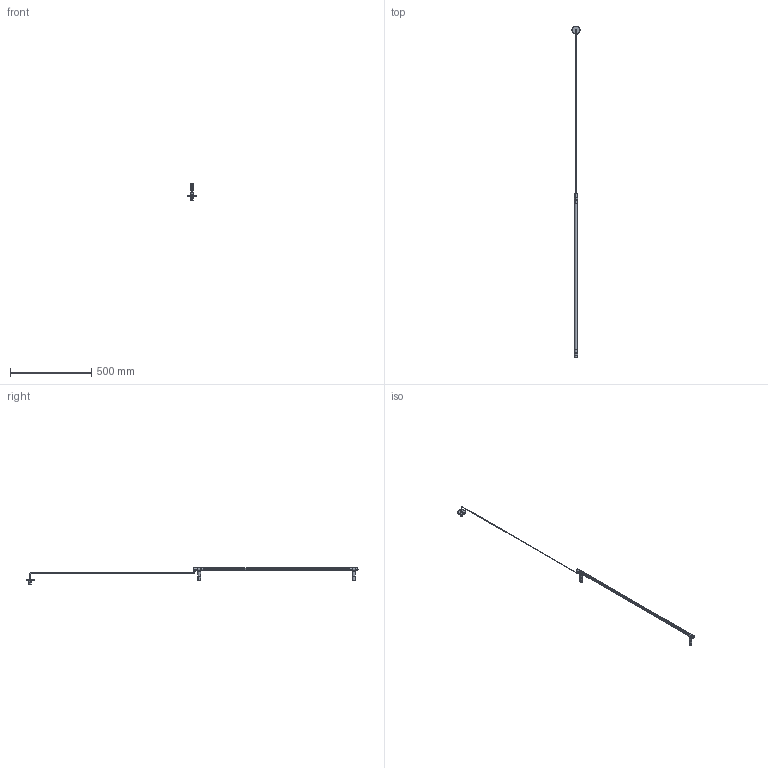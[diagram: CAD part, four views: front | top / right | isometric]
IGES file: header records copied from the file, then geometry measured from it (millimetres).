
Start section: SolidWorks IGES file using analytic representation for surfaces
Global section: file name: 05-A015_A015V1_A022_A022V1.IGS; native system: SolidWorks 2020; preprocessor: SolidWorks 2020; author: jguixe; date: 221102.155716; units: millimetre
Bounding box: 50 x 2039 x 101.6 mm (x, y, z)
Surface area: 200823.6 mm2 (no closed solid volume)
Topology: 0 solids, 0 shells, 2202 faces, 20010 edges, 19984 vertices
Faces by surface type: bspline 1552, revolution 650
